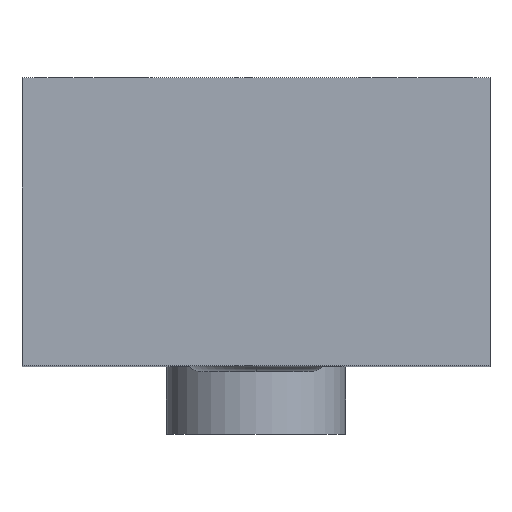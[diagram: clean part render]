
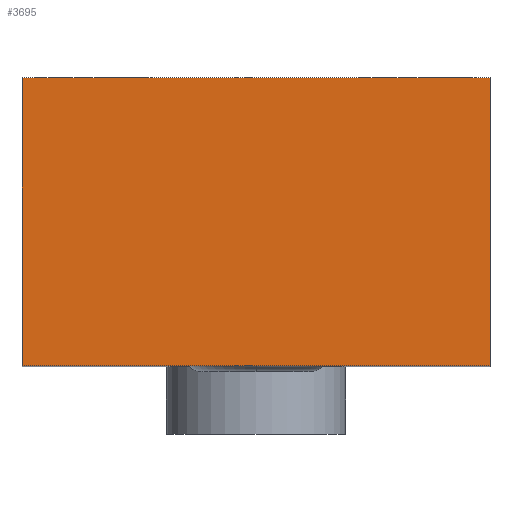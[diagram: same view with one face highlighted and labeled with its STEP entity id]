
A CAD part, top view. The second image highlights one B-rep face of the part: STEP entity #3695.
In plain terms, the highlighted planar face has unit normal (0, 0, 1).
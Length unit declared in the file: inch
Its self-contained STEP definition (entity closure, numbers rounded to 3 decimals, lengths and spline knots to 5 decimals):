
#1062=DIRECTION('',(1.,0.,0.));
#1063=VECTOR('',#1062,1.625);
#1064=CARTESIAN_POINT('',(-0.8125,0.,0.));
#1065=LINE('',#1064,#1063);
#1359=DIRECTION('',(0.,-1.,0.));
#1360=VECTOR('',#1359,1.);
#1361=CARTESIAN_POINT('',(-0.8125,1.,0.));
#1362=LINE('',#1361,#1360);
#1419=DIRECTION('',(0.,-1.,0.));
#1420=VECTOR('',#1419,1.);
#1421=CARTESIAN_POINT('',(0.8125,1.,0.));
#1422=LINE('',#1421,#1420);
#1440=DIRECTION('',(1.,0.,0.));
#1441=VECTOR('',#1440,1.625);
#1442=CARTESIAN_POINT('',(-0.8125,1.,0.));
#1443=LINE('',#1442,#1441);
#2187=CARTESIAN_POINT('',(-0.8125,1.,0.));
#2188=VERTEX_POINT('',#2187);
#2189=CARTESIAN_POINT('',(-0.8125,0.,0.));
#2190=VERTEX_POINT('',#2189);
#2191=CARTESIAN_POINT('',(0.8125,1.,0.));
#2192=VERTEX_POINT('',#2191);
#2193=CARTESIAN_POINT('',(0.8125,0.,0.));
#2194=VERTEX_POINT('',#2193);
#3684=CARTESIAN_POINT('',(-0.8125,1.,0.));
#3685=DIRECTION('',(0.,0.,1.));
#3686=DIRECTION('',(0.,-1.,0.));
#3687=AXIS2_PLACEMENT_3D('',#3684,#3685,#3686);
#3688=PLANE('',#3687);
#3689=ORIENTED_EDGE('',*,*,#3638,.F.);
#3690=ORIENTED_EDGE('',*,*,#3653,.T.);
#3691=ORIENTED_EDGE('',*,*,#3677,.T.);
#3692=ORIENTED_EDGE('',*,*,#3443,.F.);
#3693=EDGE_LOOP('',(#3689,#3690,#3691,#3692));
#3694=FACE_OUTER_BOUND('',#3693,.F.);
#3443=EDGE_CURVE('',#2190,#2194,#1065,.T.);
#3638=EDGE_CURVE('',#2188,#2190,#1362,.T.);
#3653=EDGE_CURVE('',#2188,#2192,#1443,.T.);
#3677=EDGE_CURVE('',#2192,#2194,#1422,.T.);
#3695=ADVANCED_FACE('',(#3694),#3688,.T.);
